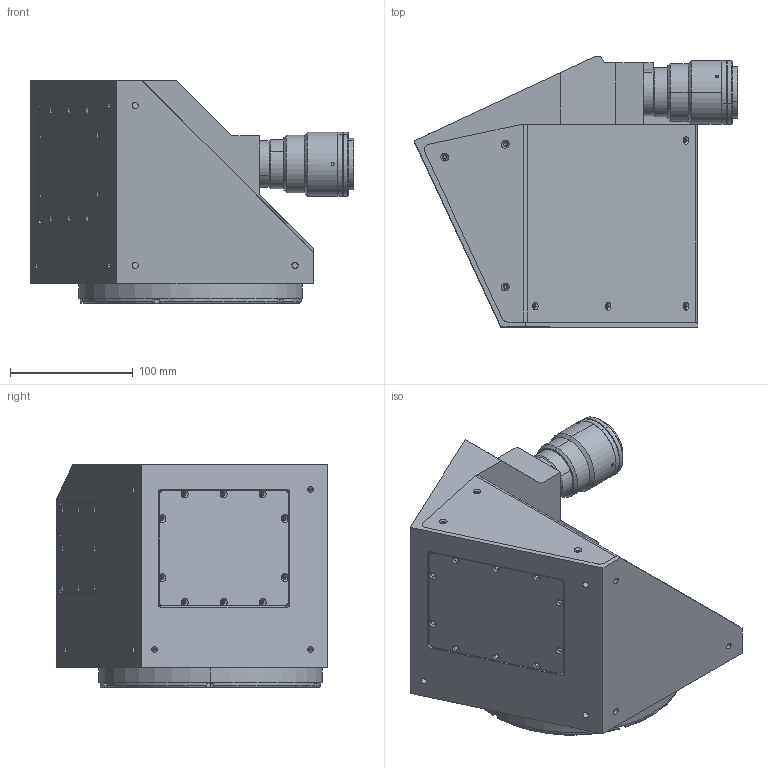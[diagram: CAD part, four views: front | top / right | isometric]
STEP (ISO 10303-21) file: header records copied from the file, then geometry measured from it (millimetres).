
FILE_DESCRIPTION (( 'STEP AP214' ), '1' );
FILE_NAME ('2M120-E.STEP', '2018-04-18T12:36:46', ( '' ), ( '' ), 'SwSTEP 2.0', 'SolidWorks 2017', '' );
FILE_SCHEMA (( 'AUTOMOTIVE_DESIGN' ));
Length unit declared in the file: millimetre
Products named in the file (1): 2M120-E
Bounding box: 263.63 x 220 x 181.4 mm (x, y, z)
Surface area: 245236 mm2 (no closed solid volume)
Topology: 0 solids, 13 shells, 318 faces, 955 edges, 641 vertices
Faces by surface type: cylinder 174, plane 73, cone 64, torus 5, sphere 2
Entity records: 14736 total; most frequent: CARTESIAN_POINT 2339, DIRECTION 2019, ORIENTED_EDGE 1632, EDGE_CURVE 955, AXIS2_PLACEMENT_3D 783, VERTEX_POINT 641, CIRCLE 464, VECTOR 453
